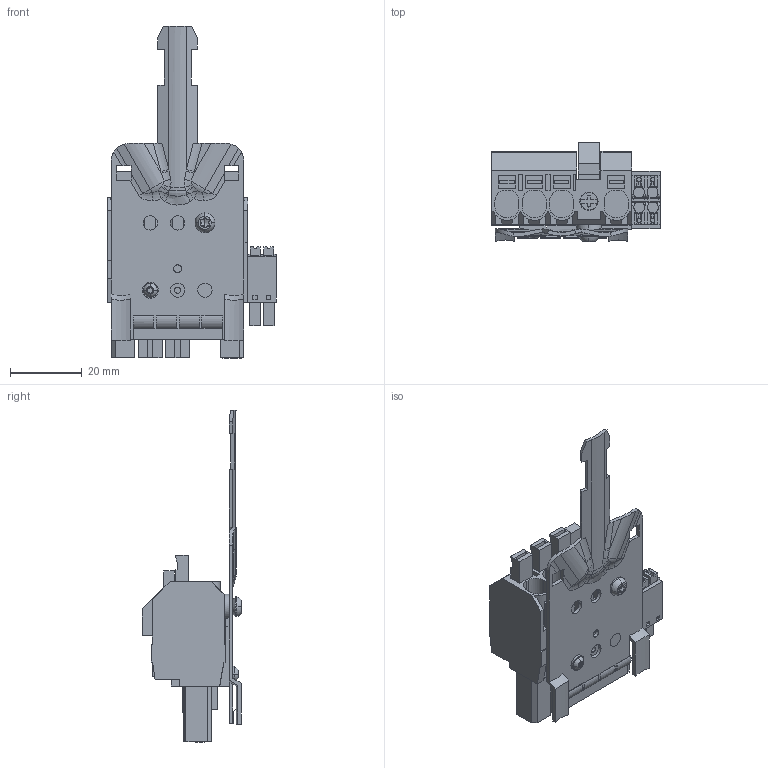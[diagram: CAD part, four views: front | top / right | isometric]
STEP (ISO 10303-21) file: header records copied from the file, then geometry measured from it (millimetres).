
FILE_DESCRIPTION(('CATIA V5 STEP','CAx-IF Rec.Pracs.--- Model Styling and Organization---1.4--- 2014-01-23'),'2;1');
FILE_NAME ('1142517-2_1_2681770000_2681770000.stp','2023-09-12T07:30:14+00:00',('none'),('Weidmueller'),'CATIA Version 5-6 Release 2016 SP3 HF44','CATIA V5 STEP AP214','none');
FILE_SCHEMA(('AUTOMOTIVE_DESIGN { 1 0 10303 214 1 1 1 1 }'));
Length unit declared in the file: millimetre
Products named in the file (1): 2681770000
Bounding box: 47.03 x 27.87 x 92.6 mm (x, y, z)
Volume: 27267.4 mm3; surface area: 20258.5 mm2
Topology: 15 solids, 15 shells, 1049 faces, 2917 edges, 1934 vertices
Faces by surface type: plane 782, cylinder 149, bspline 86, sphere 12, revolution 10, cone 8, extrusion 2
Entity records: 36880 total; most frequent: CARTESIAN_POINT 11115, ORIENTED_EDGE 5822, DIRECTION 3951, EDGE_CURVE 2911, VECTOR 2229, LINE 2227, VERTEX_POINT 1934, EDGE_LOOP 1127
